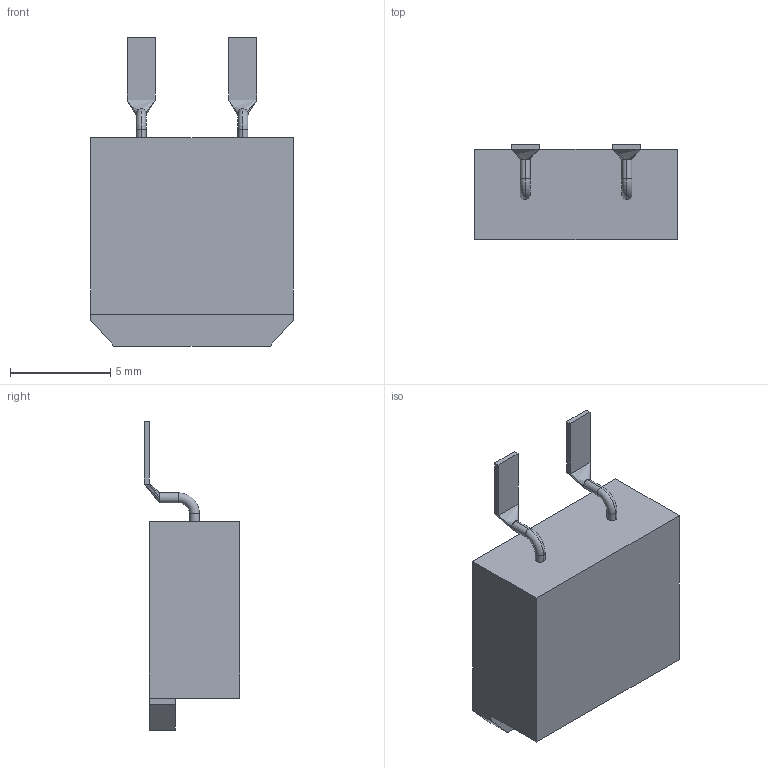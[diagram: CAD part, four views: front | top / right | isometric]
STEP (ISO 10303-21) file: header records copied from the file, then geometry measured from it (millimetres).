
FILE_DESCRIPTION (( 'STEP AP214' ), '1' );
FILE_NAME ('PWR263S-35-1000J.STEP', '2023-03-13T11:31:07', ( '' ), ( '' ), 'SwSTEP 2.0', 'SolidWorks 2019', '' );
FILE_SCHEMA (( 'AUTOMOTIVE_DESIGN' ));
Length unit declared in the file: millimetre
Products named in the file (1): PWR263S-35-1000J
Bounding box: 10.1 x 4.75 x 15.39 mm (x, y, z)
Volume: 422.6 mm3; surface area: 438.9 mm2
Topology: 2 solids, 2 shells, 44 faces, 98 edges, 60 vertices
Faces by surface type: plane 24, cylinder 8, bspline 8, torus 4
Entity records: 1542 total; most frequent: CARTESIAN_POINT 450, ORIENTED_EDGE 196, DIRECTION 176, EDGE_CURVE 98, LINE 70, VECTOR 70, VERTEX_POINT 60, AXIS2_PLACEMENT_3D 53
